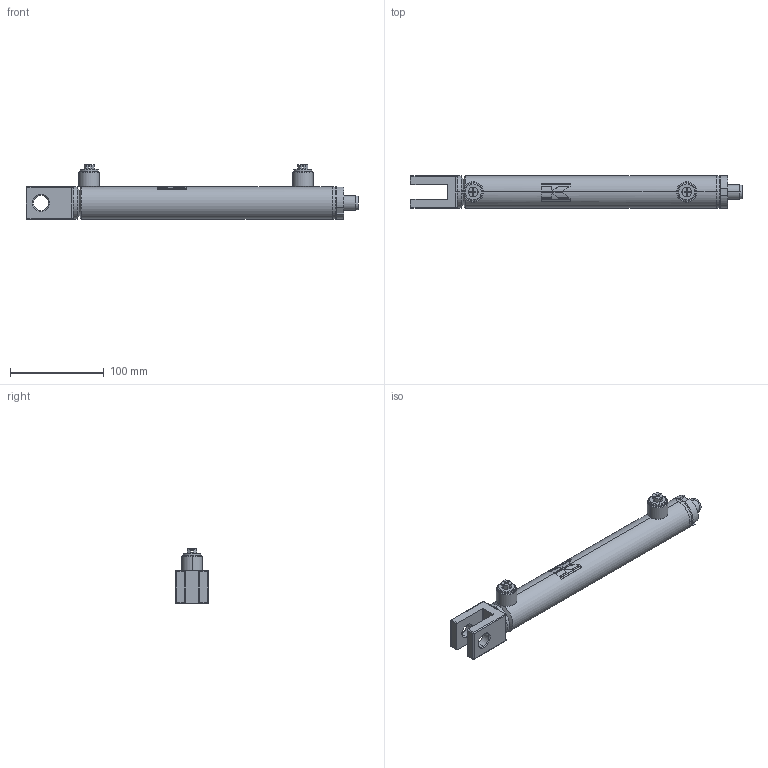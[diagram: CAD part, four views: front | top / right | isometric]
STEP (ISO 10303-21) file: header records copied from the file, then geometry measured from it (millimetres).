
FILE_DESCRIPTION (( 'STEP AP214' ), '1' );
FILE_NAME ('CFGCY0079638-Cylinder.step', '2026-03-09T09:08:34', ( 'Kramp IT' ), ( 'Kramp' ), 'SwSTEP 2.0', 'SolidWorks 2025', '' );
FILE_SCHEMA (( 'AUTOMOTIVE_DESIGN' ));
Length unit declared in the file: millimetre
Products named in the file (18): SP04M; Tube-MA_Simplified; DC3902501; FS1710; Rod_Simplified; Tube-WA_Simplified; SLBMM1015; MATE-AID; DS2902513016_Simplified; DS2902513016VM_Simplified; LSN04E; DS2902504VM_Simplified; Rod-WA_Simplified; ATT-NONE; DS2902504_Simplified; CFGCY0079638-Cylinder; Tube_Simplified
Assembly tree (17 placements, depth 4):
  MATE-AID
  ATT-NONE
  CFGCY0079638-Cylinder
    Tube-WA_Simplified
      Tube-MA_Simplified
        Tube_Simplified
        LSN04E
      LSN04E
      DC3902501
        DC3902501
      FS1710
    Rod-WA_Simplified
      Rod_Simplified
    DS2902513016VM_Simplified
      DS2902513016_Simplified
    DS2902504VM_Simplified
      DS2902504_Simplified
    SLBMM1015
    SP04M  x2
Bounding box: 355 x 35 x 58.5 mm (x, y, z)
Volume: 267884.4 mm3; surface area: 100309.7 mm2
Topology: 11 solids, 11 shells, 371 faces, 849 edges, 528 vertices
Faces by surface type: plane 147, cylinder 125, cone 59, torus 28, sphere 8, bspline 4
Entity records: 8916 total; most frequent: CARTESIAN_POINT 1795, DIRECTION 1511, ORIENTED_EDGE 1306, EDGE_CURVE 653, AXIS2_PLACEMENT_3D 598, VERTEX_POINT 406, EDGE_LOOP 329, VECTOR 315
